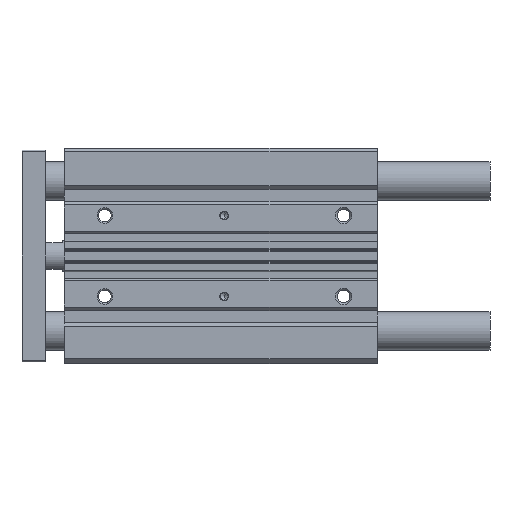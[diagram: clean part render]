
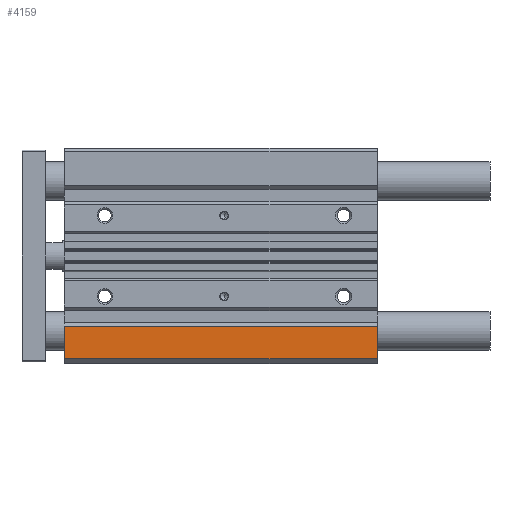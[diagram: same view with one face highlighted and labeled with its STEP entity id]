
A CAD part, front view. The second image highlights one B-rep face of the part: STEP entity #4159.
In plain terms, the highlighted planar face has unit normal (0, -1, 0).
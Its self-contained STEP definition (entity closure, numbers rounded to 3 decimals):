
#10 = CARTESIAN_POINT ( 'NONE',  ( 0., -24., -36.4 ) ) ;
#102 = VERTEX_POINT ( 'NONE', #10 ) ;
#196 = VECTOR ( 'NONE', #2408, 1000. ) ;
#252 = CARTESIAN_POINT ( 'NONE',  ( 0., -24., -36.4 ) ) ;
#271 = CARTESIAN_POINT ( 'NONE',  ( 162.5, -24., -36.4 ) ) ;
#1289 = CARTESIAN_POINT ( 'NONE',  ( 0., -24., -53.3 ) ) ;
#1407 = EDGE_CURVE ( 'NONE', #5816, #2347, #10449, .T. ) ;
#1949 = ORIENTED_EDGE ( 'NONE', *, *, #1407, .T. ) ;
#2076 = LINE ( 'NONE', #9135, #7387 ) ;
#2347 = VERTEX_POINT ( 'NONE', #271 ) ;
#2382 = EDGE_CURVE ( 'NONE', #5816, #8886, #3651, .T. ) ;
#2408 = DIRECTION ( 'NONE',  ( 0., 0., 1. ) ) ;
#3081 = ORIENTED_EDGE ( 'NONE', *, *, #5156, .T. ) ;
#3651 = LINE ( 'NONE', #10572, #4070 ) ;
#3865 = CARTESIAN_POINT ( 'NONE',  ( 0., -24., -53.3 ) ) ;
#4067 = DIRECTION ( 'NONE',  ( 0., -1., 0. ) ) ;
#4070 = VECTOR ( 'NONE', #6463, 1000. ) ;
#4159 = ADVANCED_FACE ( 'NONE', ( #10192 ), #7170, .T. ) ;
#5156 = EDGE_CURVE ( 'NONE', #2347, #102, #10473, .T. ) ;
#5172 = DIRECTION ( 'NONE',  ( 0., 0., -1. ) ) ;
#5327 = ORIENTED_EDGE ( 'NONE', *, *, #12484, .T. ) ;
#5816 = VERTEX_POINT ( 'NONE', #11987 ) ;
#6255 = DIRECTION ( 'NONE',  ( -1., 0., 0. ) ) ;
#6463 = DIRECTION ( 'NONE',  ( -1., 0., 0. ) ) ;
#7170 = PLANE ( 'NONE',  #12574 ) ;
#7387 = VECTOR ( 'NONE', #5172, 1000. ) ;
#8886 = VERTEX_POINT ( 'NONE', #3865 ) ;
#8901 = ORIENTED_EDGE ( 'NONE', *, *, #2382, .F. ) ;
#9135 = CARTESIAN_POINT ( 'NONE',  ( 0., -24., -53.3 ) ) ;
#9159 = EDGE_LOOP ( 'NONE', ( #5327, #8901, #1949, #3081 ) ) ;
#9267 = DIRECTION ( 'NONE',  ( 0., 0., -1. ) ) ;
#10192 = FACE_OUTER_BOUND ( 'NONE', #9159, .T. ) ;
#10449 = LINE ( 'NONE', #11452, #196 ) ;
#10473 = LINE ( 'NONE', #252, #12608 ) ;
#10572 = CARTESIAN_POINT ( 'NONE',  ( 0., -24., -53.3 ) ) ;
#11452 = CARTESIAN_POINT ( 'NONE',  ( 162.5, -24., -53.3 ) ) ;
#11987 = CARTESIAN_POINT ( 'NONE',  ( 162.5, -24., -53.3 ) ) ;
#12484 = EDGE_CURVE ( 'NONE', #102, #8886, #2076, .T. ) ;
#12574 = AXIS2_PLACEMENT_3D ( 'NONE', #1289, #4067, #9267 ) ;
#12608 = VECTOR ( 'NONE', #6255, 1000. ) ;
